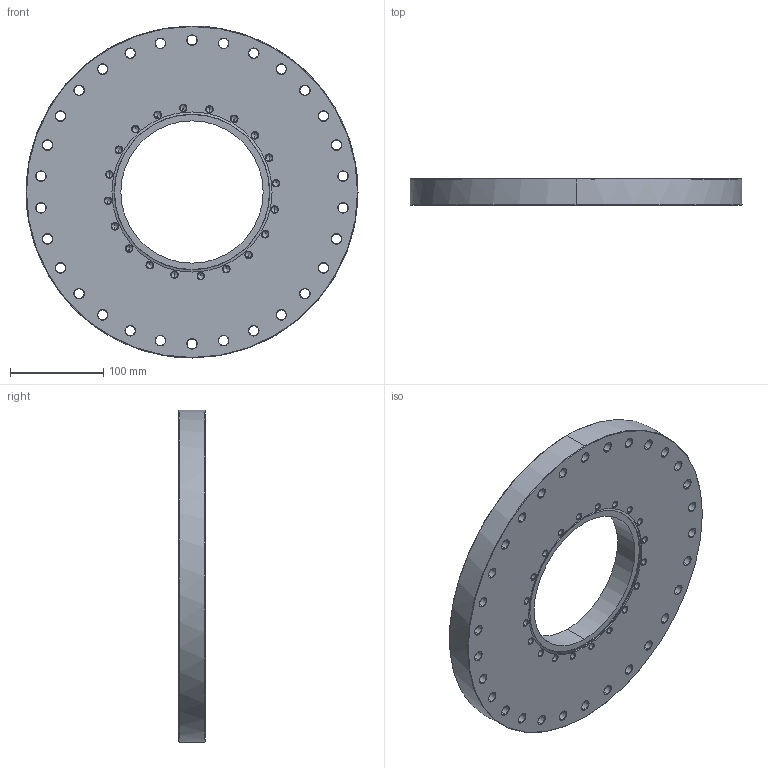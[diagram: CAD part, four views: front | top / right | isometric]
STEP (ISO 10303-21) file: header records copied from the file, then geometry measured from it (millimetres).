
FILE_DESCRIPTION (( 'STEP AP214' ), '1' );
FILE_NAME ('Hositrad_CFA300-150D.STEP', '2017-05-09T07:22:45', ( 'Gebruiker' ), ( '' ), 'SwSTEP 2.0', 'SolidWorks 2017', '' );
FILE_SCHEMA (( 'AUTOMOTIVE_DESIGN' ));
Length unit declared in the file: millimetre
Products named in the file (1): Hositrad_CFA300-150D
Bounding box: 355.6 x 28.4 x 355.6 mm (x, y, z)
Volume: 2136993.9 mm3; surface area: 240048.4 mm2
Topology: 1 solids, 1 shells, 332 faces, 776 edges, 427 vertices
Faces by surface type: cone 213, cylinder 108, plane 11
Entity records: 9711 total; most frequent: DIRECTION 1795, CARTESIAN_POINT 1508, ORIENTED_EDGE 1472, EDGE_CURVE 736, AXIS2_PLACEMENT_3D 730, VERTEX_POINT 427, EDGE_LOOP 415, CIRCLE 397
